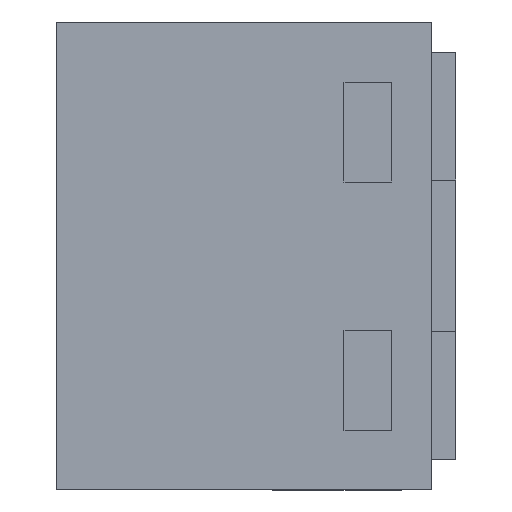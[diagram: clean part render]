
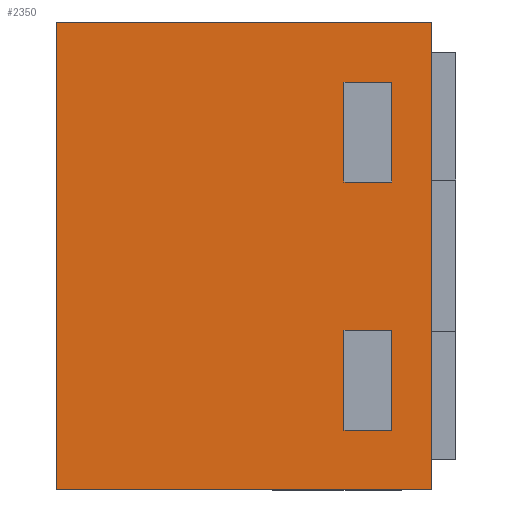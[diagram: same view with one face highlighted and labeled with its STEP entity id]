
A CAD part, left-side view. The second image highlights one B-rep face of the part: STEP entity #2350.
In plain terms, the highlighted planar face has unit normal (-1, 0, 0).
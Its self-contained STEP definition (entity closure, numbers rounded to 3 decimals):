
#45 = LINE ( 'NONE', #678, #156 ) ;
#49 = CARTESIAN_POINT ( 'NONE',  ( -0.492, 0.08, -0.093 ) ) ;
#71 = CARTESIAN_POINT ( 'NONE',  ( -0.492, 2.146, 0.292 ) ) ;
#99 = VECTOR ( 'NONE', #560, 1000. ) ;
#116 = VERTEX_POINT ( 'NONE', #725 ) ;
#149 = LINE ( 'NONE', #763, #1593 ) ;
#156 = VECTOR ( 'NONE', #1018, 1000. ) ;
#206 = DIRECTION ( 'NONE',  ( 0., -1., 0. ) ) ;
#263 = VECTOR ( 'NONE', #1366, 1000. ) ;
#337 = LINE ( 'NONE', #2609, #99 ) ;
#347 = VERTEX_POINT ( 'NONE', #49 ) ;
#355 = LINE ( 'NONE', #71, #2551 ) ;
#392 = CARTESIAN_POINT ( 'NONE',  ( -0.492, 0.14, 0.217 ) ) ;
#458 = ORIENTED_EDGE ( 'NONE', *, *, #1914, .T. ) ;
#498 = LINE ( 'NONE', #1305, #2429 ) ;
#541 = DIRECTION ( 'NONE',  ( 0., 0., 1. ) ) ;
#546 = CARTESIAN_POINT ( 'NONE',  ( -0.492, 2.146, -0.293 ) ) ;
#560 = DIRECTION ( 'NONE',  ( 0., 0., -1. ) ) ;
#578 = VERTEX_POINT ( 'NONE', #2086 ) ;
#613 = VECTOR ( 'NONE', #916, 1000. ) ;
#678 = CARTESIAN_POINT ( 'NONE',  ( -0.492, 0.08, -0.218 ) ) ;
#684 = EDGE_CURVE ( 'NONE', #1400, #930, #337, .T. ) ;
#703 = FACE_BOUND ( 'NONE', #1649, .T. ) ;
#706 = LINE ( 'NONE', #1897, #263 ) ;
#725 = CARTESIAN_POINT ( 'NONE',  ( -0.492, 0.08, -0.218 ) ) ;
#734 = CARTESIAN_POINT ( 'NONE',  ( -0.492, 0.14, -0.093 ) ) ;
#736 = EDGE_CURVE ( 'NONE', #797, #116, #2408, .T. ) ;
#741 = EDGE_CURVE ( 'NONE', #1400, #2062, #2208, .T. ) ;
#763 = CARTESIAN_POINT ( 'NONE',  ( -0.492, 0.14, -0.218 ) ) ;
#764 = DIRECTION ( 'NONE',  ( 0., -1., 0. ) ) ;
#773 = DIRECTION ( 'NONE',  ( 0., 0., -1. ) ) ;
#797 = VERTEX_POINT ( 'NONE', #2282 ) ;
#887 = EDGE_CURVE ( 'NONE', #1360, #578, #355, .T. ) ;
#903 = CARTESIAN_POINT ( 'NONE',  ( -0.492, 0.08, 0.217 ) ) ;
#916 = DIRECTION ( 'NONE',  ( 0., -1., 0. ) ) ;
#921 = EDGE_CURVE ( 'NONE', #1601, #1360, #706, .T. ) ;
#930 = VERTEX_POINT ( 'NONE', #1717 ) ;
#943 = VERTEX_POINT ( 'NONE', #2488 ) ;
#995 = ORIENTED_EDGE ( 'NONE', *, *, #1644, .T. ) ;
#1018 = DIRECTION ( 'NONE',  ( 0., 0., -1. ) ) ;
#1034 = DIRECTION ( 'NONE',  ( 0., -1., 0. ) ) ;
#1049 = CARTESIAN_POINT ( 'NONE',  ( -0.492, 0.14, 0.217 ) ) ;
#1065 = VECTOR ( 'NONE', #764, 1000. ) ;
#1071 = VECTOR ( 'NONE', #206, 1000. ) ;
#1083 = DIRECTION ( 'NONE',  ( 0., -1., 0. ) ) ;
#1095 = ORIENTED_EDGE ( 'NONE', *, *, #736, .F. ) ;
#1130 = CARTESIAN_POINT ( 'NONE',  ( -0.492, 0.5, -0.293 ) ) ;
#1145 = LINE ( 'NONE', #734, #613 ) ;
#1207 = CARTESIAN_POINT ( 'NONE',  ( -0.492, 0.14, -0.218 ) ) ;
#1285 = VECTOR ( 'NONE', #773, 1000. ) ;
#1298 = PLANE ( 'NONE',  #1385 ) ;
#1305 = CARTESIAN_POINT ( 'NONE',  ( -0.492, 0.03, 0.292 ) ) ;
#1330 = EDGE_CURVE ( 'NONE', #1601, #1851, #2580, .T. ) ;
#1360 = VERTEX_POINT ( 'NONE', #2184 ) ;
#1366 = DIRECTION ( 'NONE',  ( 0., 0., 1. ) ) ;
#1379 = VERTEX_POINT ( 'NONE', #1403 ) ;
#1385 = AXIS2_PLACEMENT_3D ( 'NONE', #1499, #2301, #1922 ) ;
#1400 = VERTEX_POINT ( 'NONE', #1049 ) ;
#1403 = CARTESIAN_POINT ( 'NONE',  ( -0.492, 0.14, -0.093 ) ) ;
#1404 = DIRECTION ( 'NONE',  ( 0., -1., 0. ) ) ;
#1412 = ORIENTED_EDGE ( 'NONE', *, *, #887, .F. ) ;
#1426 = ORIENTED_EDGE ( 'NONE', *, *, #741, .T. ) ;
#1499 = CARTESIAN_POINT ( 'NONE',  ( -0.492, 2.146, 0.292 ) ) ;
#1518 = ORIENTED_EDGE ( 'NONE', *, *, #1681, .T. ) ;
#1520 = ORIENTED_EDGE ( 'NONE', *, *, #684, .F. ) ;
#1581 = VECTOR ( 'NONE', #1404, 1000. ) ;
#1593 = VECTOR ( 'NONE', #2152, 1000. ) ;
#1601 = VERTEX_POINT ( 'NONE', #1130 ) ;
#1644 = EDGE_CURVE ( 'NONE', #1379, #347, #1145, .T. ) ;
#1649 = EDGE_LOOP ( 'NONE', ( #1095, #2009, #995, #458 ) ) ;
#1661 = EDGE_CURVE ( 'NONE', #1851, #578, #498, .T. ) ;
#1681 = EDGE_CURVE ( 'NONE', #2062, #943, #1915, .T. ) ;
#1686 = FACE_OUTER_BOUND ( 'NONE', #1975, .T. ) ;
#1697 = FACE_BOUND ( 'NONE', #2240, .T. ) ;
#1717 = CARTESIAN_POINT ( 'NONE',  ( -0.492, 0.14, 0.092 ) ) ;
#1744 = ORIENTED_EDGE ( 'NONE', *, *, #1330, .T. ) ;
#1836 = EDGE_CURVE ( 'NONE', #930, #943, #2415, .T. ) ;
#1851 = VERTEX_POINT ( 'NONE', #2444 ) ;
#1897 = CARTESIAN_POINT ( 'NONE',  ( -0.492, 0.5, 0.292 ) ) ;
#1911 = CARTESIAN_POINT ( 'NONE',  ( -0.492, 0.08, 0.217 ) ) ;
#1914 = EDGE_CURVE ( 'NONE', #347, #116, #45, .T. ) ;
#1915 = LINE ( 'NONE', #903, #1285 ) ;
#1917 = VECTOR ( 'NONE', #1034, 1000. ) ;
#1922 = DIRECTION ( 'NONE',  ( 0., 0., -1. ) ) ;
#1975 = EDGE_LOOP ( 'NONE', ( #2273, #1744, #2361, #1412 ) ) ;
#2009 = ORIENTED_EDGE ( 'NONE', *, *, #2470, .F. ) ;
#2062 = VERTEX_POINT ( 'NONE', #1911 ) ;
#2086 = CARTESIAN_POINT ( 'NONE',  ( -0.492, 0.03, 0.292 ) ) ;
#2106 = ORIENTED_EDGE ( 'NONE', *, *, #1836, .F. ) ;
#2152 = DIRECTION ( 'NONE',  ( 0., 0., -1. ) ) ;
#2184 = CARTESIAN_POINT ( 'NONE',  ( -0.492, 0.5, 0.292 ) ) ;
#2208 = LINE ( 'NONE', #392, #1917 ) ;
#2221 = CARTESIAN_POINT ( 'NONE',  ( -0.492, 0.14, 0.092 ) ) ;
#2240 = EDGE_LOOP ( 'NONE', ( #1520, #1426, #1518, #2106 ) ) ;
#2273 = ORIENTED_EDGE ( 'NONE', *, *, #921, .F. ) ;
#2282 = CARTESIAN_POINT ( 'NONE',  ( -0.492, 0.14, -0.218 ) ) ;
#2301 = DIRECTION ( 'NONE',  ( 1., 0., 0. ) ) ;
#2350 = ADVANCED_FACE ( 'NONE', ( #703, #1686, #1697 ), #1298, .F. ) ;
#2361 = ORIENTED_EDGE ( 'NONE', *, *, #1661, .T. ) ;
#2408 = LINE ( 'NONE', #1207, #1581 ) ;
#2415 = LINE ( 'NONE', #2221, #1071 ) ;
#2429 = VECTOR ( 'NONE', #541, 1000. ) ;
#2444 = CARTESIAN_POINT ( 'NONE',  ( -0.492, 0.03, -0.293 ) ) ;
#2470 = EDGE_CURVE ( 'NONE', #1379, #797, #149, .T. ) ;
#2488 = CARTESIAN_POINT ( 'NONE',  ( -0.492, 0.08, 0.092 ) ) ;
#2551 = VECTOR ( 'NONE', #1083, 1000. ) ;
#2580 = LINE ( 'NONE', #546, #1065 ) ;
#2609 = CARTESIAN_POINT ( 'NONE',  ( -0.492, 0.14, 0.217 ) ) ;
